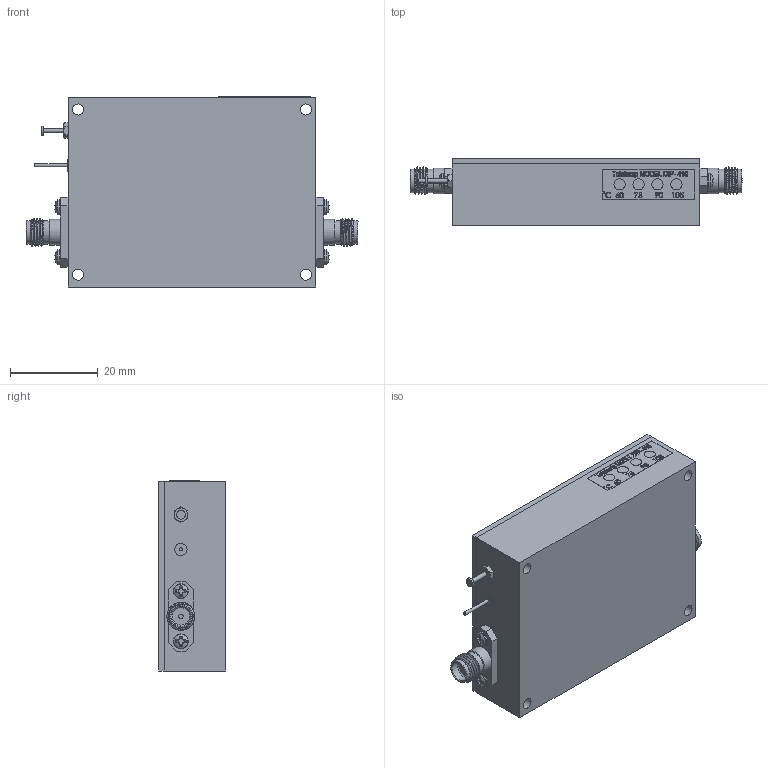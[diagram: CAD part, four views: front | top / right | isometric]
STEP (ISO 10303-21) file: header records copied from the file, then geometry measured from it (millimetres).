
FILE_DESCRIPTION (( 'STEP AP203' ), '1' );
FILE_NAME ('PE15A5048_3D.step', '2020-08-25T21:28:07', ( '' ), ( '' ), 'SwSTEP 2.0', 'SolidWorks 2018', '' );
FILE_SCHEMA (( 'CONFIG_CONTROL_DESIGN' ));
Products named in the file (1): PE15A5048_3D
Bounding box: 75.54 x 15.27 x 43.23 mm (x, y, z)
Volume: 37488.6 mm3; surface area: 9268.5 mm2
Topology: 1 solids, 9 shells, 1342 faces, 3514 edges, 2337 vertices
Faces by surface type: plane 761, bspline 412, cylinder 123, cone 34, torus 8, sphere 4
Full cylindrical faces by diameter (mm): 0.762 x1, 1.016 x5, 1.27 x2, 1.854 x4, 2.032 x1, 2.54 x8, 2.781 x1, 3.393 x4, 4.521 x2, 5.08 x2, 5.334 x4, 5.842 x2
Entity records: 67866 total; most frequent: CARTESIAN_POINT 38144, ORIENTED_EDGE 6894, DIRECTION 4507, EDGE_CURVE 3447, VERTEX_POINT 2322, LINE 2177, VECTOR 2177, EDGE_LOOP 1553
